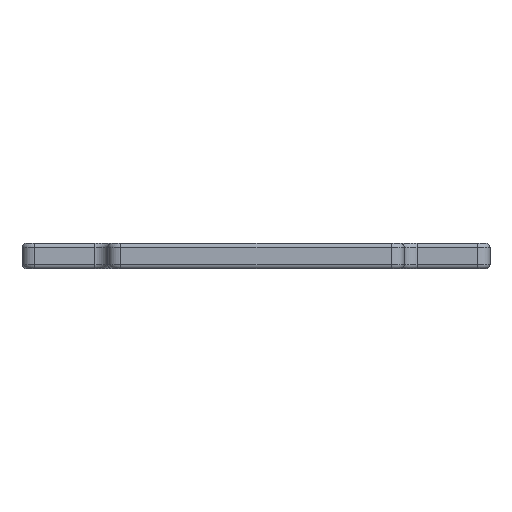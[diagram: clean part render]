
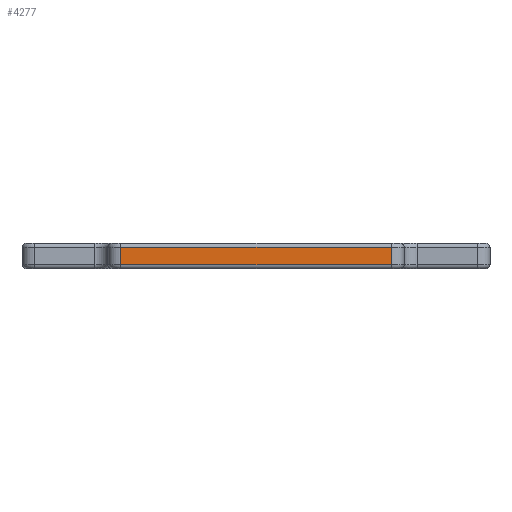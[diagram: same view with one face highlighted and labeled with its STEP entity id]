
A CAD part, left-side view. The second image highlights one B-rep face of the part: STEP entity #4277.
In plain terms, the highlighted planar face has unit normal (-1, 0, 0).
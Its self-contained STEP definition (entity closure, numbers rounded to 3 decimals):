
#144 = CARTESIAN_POINT ( 'NONE',  ( -99.5, -31.5, 6. ) ) ;
#148 = ORIENTED_EDGE ( 'NONE', *, *, #3784, .T. ) ;
#182 = DIRECTION ( 'NONE',  ( 1., 0., 0. ) ) ;
#232 = AXIS2_PLACEMENT_3D ( 'NONE', #1868, #182, #3900 ) ;
#448 = CARTESIAN_POINT ( 'NONE',  ( -99.5, -31.5, 5. ) ) ;
#687 = VERTEX_POINT ( 'NONE', #448 ) ;
#752 = EDGE_CURVE ( 'NONE', #4125, #2119, #3577, .T. ) ;
#830 = VERTEX_POINT ( 'NONE', #2660 ) ;
#889 = CARTESIAN_POINT ( 'NONE',  ( -99.5, 31.5, 6. ) ) ;
#977 = VECTOR ( 'NONE', #2625, 1000. ) ;
#1085 = LINE ( 'NONE', #144, #2988 ) ;
#1123 = LINE ( 'NONE', #3813, #1607 ) ;
#1459 = DIRECTION ( 'NONE',  ( 0., 0., 1. ) ) ;
#1607 = VECTOR ( 'NONE', #2929, 1000. ) ;
#1868 = CARTESIAN_POINT ( 'NONE',  ( -99.5, 34.5, 6. ) ) ;
#2096 = VECTOR ( 'NONE', #2284, 1000. ) ;
#2119 = VERTEX_POINT ( 'NONE', #3504 ) ;
#2164 = ORIENTED_EDGE ( 'NONE', *, *, #3414, .T. ) ;
#2168 = FACE_OUTER_BOUND ( 'NONE', #2247, .T. ) ;
#2247 = EDGE_LOOP ( 'NONE', ( #3425, #148, #3853, #2164 ) ) ;
#2284 = DIRECTION ( 'NONE',  ( 0., 0., -1. ) ) ;
#2625 = DIRECTION ( 'NONE',  ( 0., -1., 0. ) ) ;
#2660 = CARTESIAN_POINT ( 'NONE',  ( -99.5, -31.5, 1. ) ) ;
#2929 = DIRECTION ( 'NONE',  ( 0., 1., 0. ) ) ;
#2988 = VECTOR ( 'NONE', #1459, 1000. ) ;
#3059 = EDGE_CURVE ( 'NONE', #830, #687, #1085, .T. ) ;
#3067 = CARTESIAN_POINT ( 'NONE',  ( -99.5, 31.5, 5. ) ) ;
#3214 = PLANE ( 'NONE',  #232 ) ;
#3276 = LINE ( 'NONE', #4376, #977 ) ;
#3414 = EDGE_CURVE ( 'NONE', #687, #4125, #1123, .T. ) ;
#3425 = ORIENTED_EDGE ( 'NONE', *, *, #752, .T. ) ;
#3504 = CARTESIAN_POINT ( 'NONE',  ( -99.5, 31.5, 1. ) ) ;
#3577 = LINE ( 'NONE', #889, #2096 ) ;
#3784 = EDGE_CURVE ( 'NONE', #2119, #830, #3276, .T. ) ;
#3813 = CARTESIAN_POINT ( 'NONE',  ( -99.5, 31.5, 5. ) ) ;
#3853 = ORIENTED_EDGE ( 'NONE', *, *, #3059, .T. ) ;
#3900 = DIRECTION ( 'NONE',  ( 0., 1., 0. ) ) ;
#4125 = VERTEX_POINT ( 'NONE', #3067 ) ;
#4277 = ADVANCED_FACE ( 'NONE', ( #2168 ), #3214, .F. ) ;
#4376 = CARTESIAN_POINT ( 'NONE',  ( -99.5, 34.5, 1. ) ) ;
